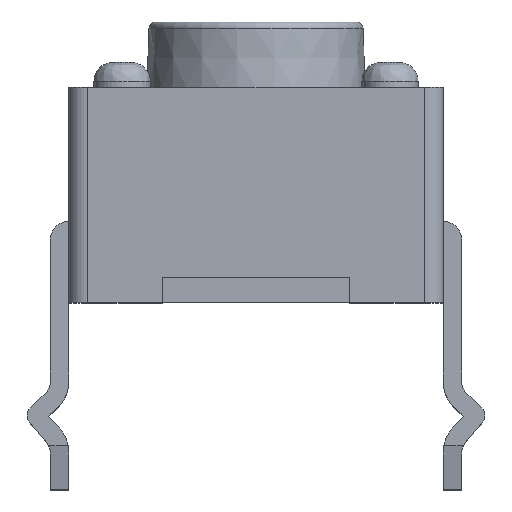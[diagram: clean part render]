
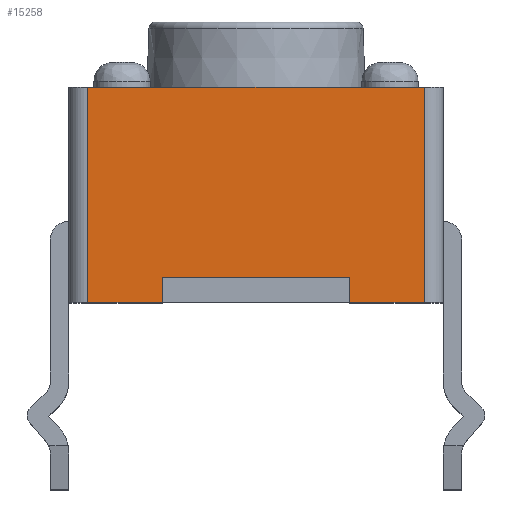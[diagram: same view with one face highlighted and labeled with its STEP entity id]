
A CAD part, top view. The second image highlights one B-rep face of the part: STEP entity #15258.
In plain terms, the highlighted planar face has unit normal (0, 0, 1).
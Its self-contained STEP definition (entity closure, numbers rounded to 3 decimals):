
#898 = PLANE('',#899);
#899 = AXIS2_PLACEMENT_3D('',#900,#901,#902);
#900 = CARTESIAN_POINT('',(0.,0.,0.));
#901 = DIRECTION('',(0.,1.,0.));
#902 = DIRECTION('',(1.,0.,-0.));
#969 = VERTEX_POINT('',#970);
#970 = CARTESIAN_POINT('',(2.7,0.,3.));
#989 = CYLINDRICAL_SURFACE('',#990,0.3);
#990 = AXIS2_PLACEMENT_3D('',#991,#992,#993);
#991 = CARTESIAN_POINT('',(2.7,10.366,2.7));
#992 = DIRECTION('',(0.,1.,-0.));
#993 = DIRECTION('',(1.,0.,0.));
#1001 = EDGE_CURVE('',#1002,#969,#1004,.T.);
#1002 = VERTEX_POINT('',#1003);
#1003 = CARTESIAN_POINT('',(1.5,0.,3.));
#1004 = SURFACE_CURVE('',#1005,(#1009,#1016),.PCURVE_S1.);
#1005 = LINE('',#1006,#1007);
#1006 = CARTESIAN_POINT('',(1.5,0.,3.));
#1007 = VECTOR('',#1008,1.);
#1008 = DIRECTION('',(1.,0.,0.));
#1009 = PCURVE('',#898,#1010);
#1010 = DEFINITIONAL_REPRESENTATION('',(#1011),#1015);
#1011 = LINE('',#1012,#1013);
#1012 = CARTESIAN_POINT('',(1.5,-3.));
#1013 = VECTOR('',#1014,1.);
#1014 = DIRECTION('',(1.,0.));
#1015 = ( GEOMETRIC_REPRESENTATION_CONTEXT(2) 
PARAMETRIC_REPRESENTATION_CONTEXT() REPRESENTATION_CONTEXT('2D SPACE',''
  ) );
#1016 = PCURVE('',#1017,#1022);
#1017 = PLANE('',#1018);
#1018 = AXIS2_PLACEMENT_3D('',#1019,#1020,#1021);
#1019 = CARTESIAN_POINT('',(-3.,0.,3.));
#1020 = DIRECTION('',(0.,0.,1.));
#1021 = DIRECTION('',(1.,-0.,0.));
#1022 = DEFINITIONAL_REPRESENTATION('',(#1023),#1027);
#1023 = LINE('',#1024,#1025);
#1024 = CARTESIAN_POINT('',(4.5,0.));
#1025 = VECTOR('',#1026,1.);
#1026 = DIRECTION('',(1.,0.));
#1027 = ( GEOMETRIC_REPRESENTATION_CONTEXT(2) 
PARAMETRIC_REPRESENTATION_CONTEXT() REPRESENTATION_CONTEXT('2D SPACE',''
  ) );
#1045 = PLANE('',#1046);
#1046 = AXIS2_PLACEMENT_3D('',#1047,#1048,#1049);
#1047 = CARTESIAN_POINT('',(1.5,0.,1.5));
#1048 = DIRECTION('',(1.,0.,0.));
#1049 = DIRECTION('',(0.,1.,-0.));
#1086 = VERTEX_POINT('',#1087);
#1087 = CARTESIAN_POINT('',(-1.5,0.,3.));
#1101 = PLANE('',#1102);
#1102 = AXIS2_PLACEMENT_3D('',#1103,#1104,#1105);
#1103 = CARTESIAN_POINT('',(-1.5,0.,3.));
#1104 = DIRECTION('',(-1.,0.,0.));
#1105 = DIRECTION('',(0.,0.,1.));
#1113 = EDGE_CURVE('',#1114,#1086,#1116,.T.);
#1114 = VERTEX_POINT('',#1115);
#1115 = CARTESIAN_POINT('',(-2.7,0.,3.));
#1116 = SURFACE_CURVE('',#1117,(#1121,#1128),.PCURVE_S1.);
#1117 = LINE('',#1118,#1119);
#1118 = CARTESIAN_POINT('',(-2.7,0.,3.));
#1119 = VECTOR('',#1120,1.);
#1120 = DIRECTION('',(1.,0.,0.));
#1121 = PCURVE('',#898,#1122);
#1122 = DEFINITIONAL_REPRESENTATION('',(#1123),#1127);
#1123 = LINE('',#1124,#1125);
#1124 = CARTESIAN_POINT('',(-2.7,-3.));
#1125 = VECTOR('',#1126,1.);
#1126 = DIRECTION('',(1.,0.));
#1127 = ( GEOMETRIC_REPRESENTATION_CONTEXT(2) 
PARAMETRIC_REPRESENTATION_CONTEXT() REPRESENTATION_CONTEXT('2D SPACE',''
  ) );
#1128 = PCURVE('',#1017,#1129);
#1129 = DEFINITIONAL_REPRESENTATION('',(#1130),#1134);
#1130 = LINE('',#1131,#1132);
#1131 = CARTESIAN_POINT('',(0.3,0.));
#1132 = VECTOR('',#1133,1.);
#1133 = DIRECTION('',(1.,0.));
#1134 = ( GEOMETRIC_REPRESENTATION_CONTEXT(2) 
PARAMETRIC_REPRESENTATION_CONTEXT() REPRESENTATION_CONTEXT('2D SPACE',''
  ) );
#1157 = CYLINDRICAL_SURFACE('',#1158,0.3);
#1158 = AXIS2_PLACEMENT_3D('',#1159,#1160,#1161);
#1159 = CARTESIAN_POINT('',(-2.7,10.366,2.7));
#1160 = DIRECTION('',(0.,1.,-0.));
#1161 = DIRECTION('',(0.,0.,1.));
#1489 = PLANE('',#1490);
#1490 = AXIS2_PLACEMENT_3D('',#1491,#1492,#1493);
#1491 = CARTESIAN_POINT('',(0.,3.45,0.));
#1492 = DIRECTION('',(0.,1.,0.));
#1493 = DIRECTION('',(1.,0.,-0.));
#11889 = VERTEX_POINT('',#11890);
#11890 = CARTESIAN_POINT('',(-1.5,0.4,3.));
#11899 = PLANE('',#11900);
#11900 = AXIS2_PLACEMENT_3D('',#11901,#11902,#11903);
#11901 = CARTESIAN_POINT('',(0.,0.4,0.));
#11902 = DIRECTION('',(0.,-1.,0.));
#11903 = DIRECTION('',(0.,0.,-1.));
#11942 = VERTEX_POINT('',#11943);
#11943 = CARTESIAN_POINT('',(1.5,0.4,3.));
#11964 = EDGE_CURVE('',#11889,#11942,#11965,.T.);
#11965 = SURFACE_CURVE('',#11966,(#11970,#11977),.PCURVE_S1.);
#11966 = LINE('',#11967,#11968);
#11967 = CARTESIAN_POINT('',(-1.5,0.4,3.));
#11968 = VECTOR('',#11969,1.);
#11969 = DIRECTION('',(1.,0.,0.));
#11970 = PCURVE('',#11899,#11971);
#11971 = DEFINITIONAL_REPRESENTATION('',(#11972),#11976);
#11972 = LINE('',#11973,#11974);
#11973 = CARTESIAN_POINT('',(-3.,-1.5));
#11974 = VECTOR('',#11975,1.);
#11975 = DIRECTION('',(0.,1.));
#11976 = ( GEOMETRIC_REPRESENTATION_CONTEXT(2) 
PARAMETRIC_REPRESENTATION_CONTEXT() REPRESENTATION_CONTEXT('2D SPACE',''
  ) );
#11977 = PCURVE('',#1017,#11978);
#11978 = DEFINITIONAL_REPRESENTATION('',(#11979),#11983);
#11979 = LINE('',#11980,#11981);
#11980 = CARTESIAN_POINT('',(1.5,0.4));
#11981 = VECTOR('',#11982,1.);
#11982 = DIRECTION('',(1.,0.));
#11983 = ( GEOMETRIC_REPRESENTATION_CONTEXT(2) 
PARAMETRIC_REPRESENTATION_CONTEXT() REPRESENTATION_CONTEXT('2D SPACE',''
  ) );
#15214 = VERTEX_POINT('',#15215);
#15215 = CARTESIAN_POINT('',(2.7,3.45,3.));
#15237 = EDGE_CURVE('',#15214,#969,#15238,.T.);
#15238 = SURFACE_CURVE('',#15239,(#15243,#15250),.PCURVE_S1.);
#15239 = LINE('',#15240,#15241);
#15240 = CARTESIAN_POINT('',(2.7,3.45,3.));
#15241 = VECTOR('',#15242,1.);
#15242 = DIRECTION('',(0.,-1.,0.));
#15243 = PCURVE('',#989,#15244);
#15244 = DEFINITIONAL_REPRESENTATION('',(#15245),#15249);
#15245 = LINE('',#15246,#15247);
#15246 = CARTESIAN_POINT('',(4.712,-6.916));
#15247 = VECTOR('',#15248,1.);
#15248 = DIRECTION('',(0.,-1.));
#15249 = ( GEOMETRIC_REPRESENTATION_CONTEXT(2) 
PARAMETRIC_REPRESENTATION_CONTEXT() REPRESENTATION_CONTEXT('2D SPACE',''
  ) );
#15250 = PCURVE('',#1017,#15251);
#15251 = DEFINITIONAL_REPRESENTATION('',(#15252),#15256);
#15252 = LINE('',#15253,#15254);
#15253 = CARTESIAN_POINT('',(5.7,3.45));
#15254 = VECTOR('',#15255,1.);
#15255 = DIRECTION('',(0.,-1.));
#15256 = ( GEOMETRIC_REPRESENTATION_CONTEXT(2) 
PARAMETRIC_REPRESENTATION_CONTEXT() REPRESENTATION_CONTEXT('2D SPACE',''
  ) );
#15258 = ADVANCED_FACE('',(#15259),#1017,.T.);
#15259 = FACE_BOUND('',#15260,.T.);
#15260 = EDGE_LOOP('',(#15261,#15282,#15283,#15284,#15307,#15328,#15329,
    #15350));
#15261 = ORIENTED_EDGE('',*,*,#15262,.F.);
#15262 = EDGE_CURVE('',#1002,#11942,#15263,.T.);
#15263 = SURFACE_CURVE('',#15264,(#15268,#15275),.PCURVE_S1.);
#15264 = LINE('',#15265,#15266);
#15265 = CARTESIAN_POINT('',(1.5,0.,3.));
#15266 = VECTOR('',#15267,1.);
#15267 = DIRECTION('',(0.,1.,0.));
#15268 = PCURVE('',#1017,#15269);
#15269 = DEFINITIONAL_REPRESENTATION('',(#15270),#15274);
#15270 = LINE('',#15271,#15272);
#15271 = CARTESIAN_POINT('',(4.5,0.));
#15272 = VECTOR('',#15273,1.);
#15273 = DIRECTION('',(0.,1.));
#15274 = ( GEOMETRIC_REPRESENTATION_CONTEXT(2) 
PARAMETRIC_REPRESENTATION_CONTEXT() REPRESENTATION_CONTEXT('2D SPACE',''
  ) );
#15275 = PCURVE('',#1045,#15276);
#15276 = DEFINITIONAL_REPRESENTATION('',(#15277),#15281);
#15277 = LINE('',#15278,#15279);
#15278 = CARTESIAN_POINT('',(0.,1.5));
#15279 = VECTOR('',#15280,1.);
#15280 = DIRECTION('',(1.,0.));
#15281 = ( GEOMETRIC_REPRESENTATION_CONTEXT(2) 
PARAMETRIC_REPRESENTATION_CONTEXT() REPRESENTATION_CONTEXT('2D SPACE',''
  ) );
#15282 = ORIENTED_EDGE('',*,*,#1001,.T.);
#15283 = ORIENTED_EDGE('',*,*,#15237,.F.);
#15284 = ORIENTED_EDGE('',*,*,#15285,.F.);
#15285 = EDGE_CURVE('',#15286,#15214,#15288,.T.);
#15286 = VERTEX_POINT('',#15287);
#15287 = CARTESIAN_POINT('',(-2.7,3.45,3.));
#15288 = SURFACE_CURVE('',#15289,(#15293,#15300),.PCURVE_S1.);
#15289 = LINE('',#15290,#15291);
#15290 = CARTESIAN_POINT('',(-2.7,3.45,3.));
#15291 = VECTOR('',#15292,1.);
#15292 = DIRECTION('',(1.,0.,0.));
#15293 = PCURVE('',#1017,#15294);
#15294 = DEFINITIONAL_REPRESENTATION('',(#15295),#15299);
#15295 = LINE('',#15296,#15297);
#15296 = CARTESIAN_POINT('',(0.3,3.45));
#15297 = VECTOR('',#15298,1.);
#15298 = DIRECTION('',(1.,0.));
#15299 = ( GEOMETRIC_REPRESENTATION_CONTEXT(2) 
PARAMETRIC_REPRESENTATION_CONTEXT() REPRESENTATION_CONTEXT('2D SPACE',''
  ) );
#15300 = PCURVE('',#1489,#15301);
#15301 = DEFINITIONAL_REPRESENTATION('',(#15302),#15306);
#15302 = LINE('',#15303,#15304);
#15303 = CARTESIAN_POINT('',(-2.7,-3.));
#15304 = VECTOR('',#15305,1.);
#15305 = DIRECTION('',(1.,0.));
#15306 = ( GEOMETRIC_REPRESENTATION_CONTEXT(2) 
PARAMETRIC_REPRESENTATION_CONTEXT() REPRESENTATION_CONTEXT('2D SPACE',''
  ) );
#15307 = ORIENTED_EDGE('',*,*,#15308,.T.);
#15308 = EDGE_CURVE('',#15286,#1114,#15309,.T.);
#15309 = SURFACE_CURVE('',#15310,(#15314,#15321),.PCURVE_S1.);
#15310 = LINE('',#15311,#15312);
#15311 = CARTESIAN_POINT('',(-2.7,3.45,3.));
#15312 = VECTOR('',#15313,1.);
#15313 = DIRECTION('',(0.,-1.,0.));
#15314 = PCURVE('',#1017,#15315);
#15315 = DEFINITIONAL_REPRESENTATION('',(#15316),#15320);
#15316 = LINE('',#15317,#15318);
#15317 = CARTESIAN_POINT('',(0.3,3.45));
#15318 = VECTOR('',#15319,1.);
#15319 = DIRECTION('',(0.,-1.));
#15320 = ( GEOMETRIC_REPRESENTATION_CONTEXT(2) 
PARAMETRIC_REPRESENTATION_CONTEXT() REPRESENTATION_CONTEXT('2D SPACE',''
  ) );
#15321 = PCURVE('',#1157,#15322);
#15322 = DEFINITIONAL_REPRESENTATION('',(#15323),#15327);
#15323 = LINE('',#15324,#15325);
#15324 = CARTESIAN_POINT('',(6.283,-6.916));
#15325 = VECTOR('',#15326,1.);
#15326 = DIRECTION('',(0.,-1.));
#15327 = ( GEOMETRIC_REPRESENTATION_CONTEXT(2) 
PARAMETRIC_REPRESENTATION_CONTEXT() REPRESENTATION_CONTEXT('2D SPACE',''
  ) );
#15328 = ORIENTED_EDGE('',*,*,#1113,.T.);
#15329 = ORIENTED_EDGE('',*,*,#15330,.T.);
#15330 = EDGE_CURVE('',#1086,#11889,#15331,.T.);
#15331 = SURFACE_CURVE('',#15332,(#15336,#15343),.PCURVE_S1.);
#15332 = LINE('',#15333,#15334);
#15333 = CARTESIAN_POINT('',(-1.5,0.,3.));
#15334 = VECTOR('',#15335,1.);
#15335 = DIRECTION('',(0.,1.,0.));
#15336 = PCURVE('',#1017,#15337);
#15337 = DEFINITIONAL_REPRESENTATION('',(#15338),#15342);
#15338 = LINE('',#15339,#15340);
#15339 = CARTESIAN_POINT('',(1.5,0.));
#15340 = VECTOR('',#15341,1.);
#15341 = DIRECTION('',(0.,1.));
#15342 = ( GEOMETRIC_REPRESENTATION_CONTEXT(2) 
PARAMETRIC_REPRESENTATION_CONTEXT() REPRESENTATION_CONTEXT('2D SPACE',''
  ) );
#15343 = PCURVE('',#1101,#15344);
#15344 = DEFINITIONAL_REPRESENTATION('',(#15345),#15349);
#15345 = LINE('',#15346,#15347);
#15346 = CARTESIAN_POINT('',(0.,0.));
#15347 = VECTOR('',#15348,1.);
#15348 = DIRECTION('',(0.,1.));
#15349 = ( GEOMETRIC_REPRESENTATION_CONTEXT(2) 
PARAMETRIC_REPRESENTATION_CONTEXT() REPRESENTATION_CONTEXT('2D SPACE',''
  ) );
#15350 = ORIENTED_EDGE('',*,*,#11964,.T.);
